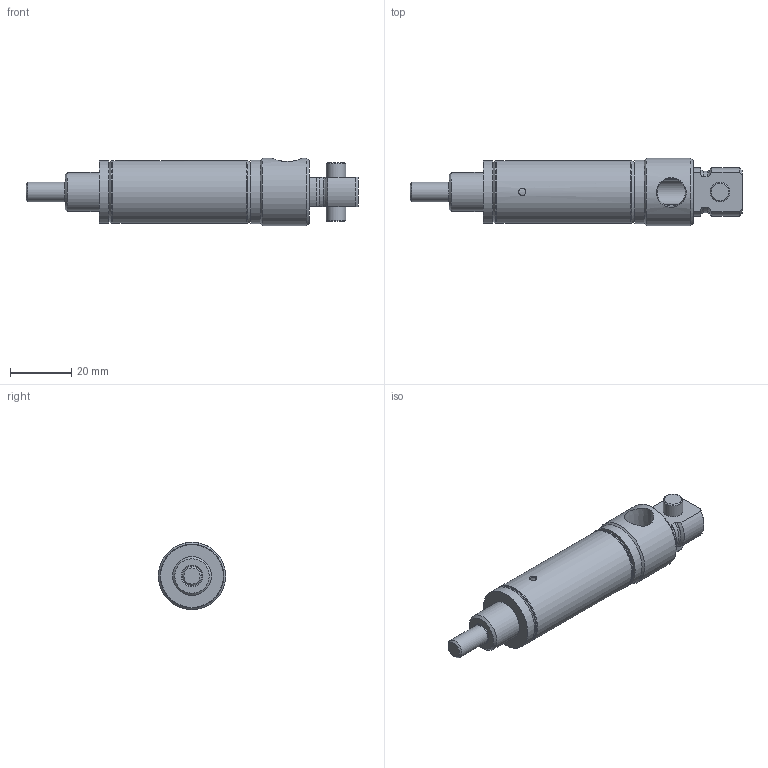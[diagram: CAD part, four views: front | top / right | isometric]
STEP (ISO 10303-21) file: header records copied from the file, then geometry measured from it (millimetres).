
FILE_DESCRIPTION( ( 'STEP AP203' ), '1' );
FILE_NAME( '040_5-P_2_03.stp', ' ', ( ' ' ), ( ' ' ), 'PSStep 15.0.47', 'PARTsolutions', ' ' );
FILE_SCHEMA( ( 'CONFIG_CONTROL_DESIGN' ) );
Length unit declared in the file: inch
Products named in the file (7): 040.5-P; _040.5-PC0000_0_dummy; _04000-0_rod_guide; _04-1.7552C; _04P0000_rear_head; _D-51; _C-040.5-P0_rod
Assembly tree (6 placements, depth 2):
  040.5-P
    _040.5-PC0000_0_dummy
    _04000-0_rod_guide
    _04-1.7552C
    _04P0000_rear_head
    _D-51
    _C-040.5-P0_rod
Bounding box: 108 x 21.91 x 21.91 mm (x, y, z)
Volume: 21816.1 mm3; surface area: 15297.8 mm2
Topology: 5 solids, 5 shells, 98 faces, 205 edges, 126 vertices
Faces by surface type: cone 32, cylinder 32, plane 24, torus 10
Full cylindrical faces by diameter (mm): 2.388 x1, 5.842 x1, 6.35 x3, 6.401 x1, 6.439 x1, 7.925 x1, 12.7 x1, 14.275 x1, 17.818 x4, 19.24 x1, 19.342 x3, 20.447 x3, 20.752 x2, 21.907 x1
Entity records: 2778 total; most frequent: CARTESIAN_POINT 678, DIRECTION 418, ORIENTED_EDGE 288, AXIS2_PLACEMENT_3D 198, EDGE_LOOP 172, EDGE_CURVE 144, FACE_OUTER_BOUND 128, VERTEX_POINT 121
